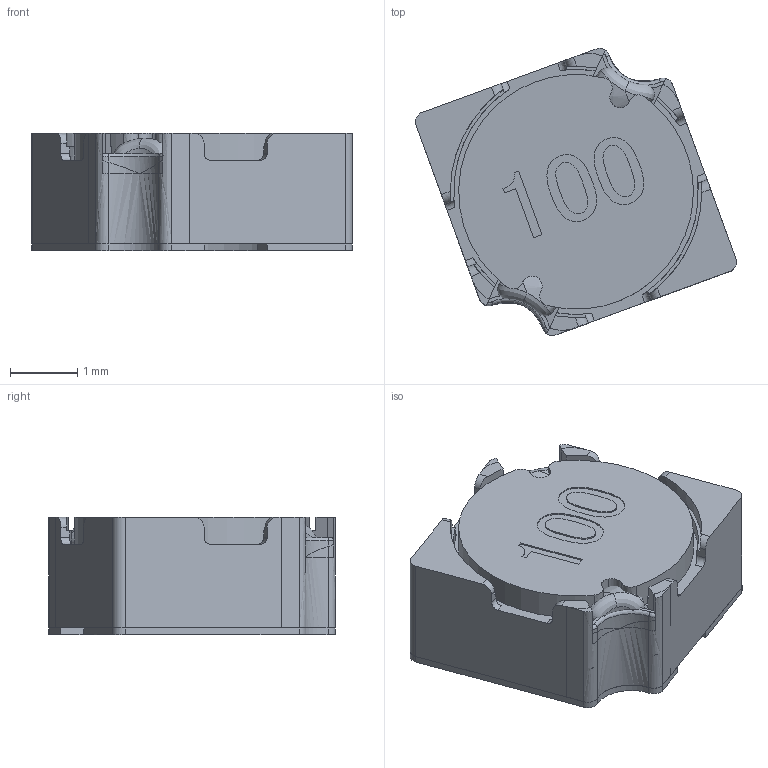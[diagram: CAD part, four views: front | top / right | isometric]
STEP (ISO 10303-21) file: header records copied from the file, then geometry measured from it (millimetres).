
FILE_DESCRIPTION( ('This file contains a STEP AP42 implementation' ,'as created by ZW3D STEP Interface translator.') ,'2;1' );
FILE_NAME( 'DH3018-F(100).stp' ,'14 925. 93218', (''), ('ZWCAD Software Co.'), 'Version 1.0', 'ZW3D to STEP translator', '' );
FILE_SCHEMA( ('CONFIG_CONTROL_DESIGN') );
Length unit declared in the file: millimetre
Products named in the file (1): 0
Bounding box: 4.79 x 4.28 x 1.75 mm (x, y, z)
Volume: 15.8 mm3; surface area: 115 mm2
Topology: 13 solids, 15 shells, 268 faces, 689 edges, 454 vertices
Faces by surface type: bspline 268
Entity records: 12855 total; most frequent: CARTESIAN_POINT 8824, ORIENTED_EDGE 1376, EDGE_CURVE 689, B_SPLINE_CURVE_WITH_KNOTS 489, VERTEX_POINT 454, EDGE_LOOP 276, FACE_OUTER_BOUND 268, ADVANCED_FACE 268
